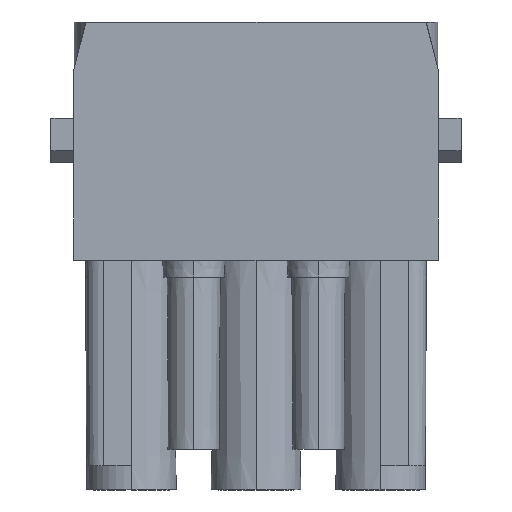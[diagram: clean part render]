
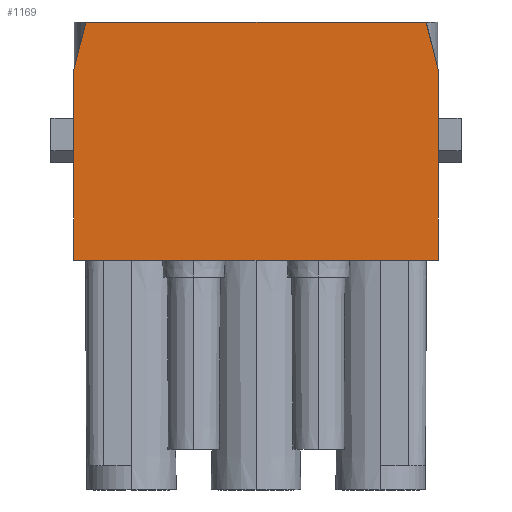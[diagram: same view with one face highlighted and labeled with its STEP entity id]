
A CAD part, left-side view. The second image highlights one B-rep face of the part: STEP entity #1169.
In plain terms, the highlighted planar face has unit normal (-1, 0, 0).
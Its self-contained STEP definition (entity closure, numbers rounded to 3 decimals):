
#1149=AXIS2_PLACEMENT_3D('Plane Axis2P3D',#1146,#1147,#1148) ;
#627=CARTESIAN_POINT('Vertex',(0.,31.2,38.9)) ;
#630=CARTESIAN_POINT('Line Origine',(0.,17.05,38.9)) ;
#634=CARTESIAN_POINT('Vertex',(0.,2.9,38.9)) ;
#801=CARTESIAN_POINT('Line Origine',(0.,17.05,19.1)) ;
#805=CARTESIAN_POINT('Vertex',(0.,1.9,19.1)) ;
#807=CARTESIAN_POINT('Vertex',(0.,32.2,19.1)) ;
#1017=CARTESIAN_POINT('Line Origine',(0.,2.4,36.895)) ;
#1021=CARTESIAN_POINT('Vertex',(0.,1.9,34.889)) ;
#1102=CARTESIAN_POINT('Vertex',(0.,32.2,34.889)) ;
#1105=CARTESIAN_POINT('Line Origine',(0.,31.7,36.895)) ;
#1146=CARTESIAN_POINT('Axis2P3D Location',(0.,31.3,35.9)) ;
#1151=CARTESIAN_POINT('Line Origine',(0.,32.2,26.995)) ;
#1156=CARTESIAN_POINT('Line Origine',(0.,1.9,26.995)) ;
#631=DIRECTION('Vector Direction',(0.,1.,0.)) ;
#802=DIRECTION('Vector Direction',(0.,1.,0.)) ;
#1018=DIRECTION('Vector Direction',(0.,0.242,0.97)) ;
#1106=DIRECTION('Vector Direction',(0.,-0.242,0.97)) ;
#1147=DIRECTION('Axis2P3D Direction',(1.,0.,0.)) ;
#1148=DIRECTION('Axis2P3D XDirection',(0.,1.,0.)) ;
#1152=DIRECTION('Vector Direction',(0.,0.,1.)) ;
#1157=DIRECTION('Vector Direction',(0.,0.,-1.)) ;
#632=VECTOR('Line Direction',#631,1.) ;
#803=VECTOR('Line Direction',#802,1.) ;
#1019=VECTOR('Line Direction',#1018,1.) ;
#1107=VECTOR('Line Direction',#1106,1.) ;
#1153=VECTOR('Line Direction',#1152,1.) ;
#1158=VECTOR('Line Direction',#1157,1.) ;
#1162=ORIENTED_EDGE('',*,*,#1109,.F.) ;
#1163=ORIENTED_EDGE('',*,*,#1155,.F.) ;
#1164=ORIENTED_EDGE('',*,*,#809,.F.) ;
#1165=ORIENTED_EDGE('',*,*,#1160,.F.) ;
#1166=ORIENTED_EDGE('',*,*,#1023,.T.) ;
#1167=ORIENTED_EDGE('',*,*,#636,.T.) ;
#1169=ADVANCED_FACE('Hauptkoerper',(#1168),#1150,.F.) ;
#636=EDGE_CURVE('',#635,#628,#633,.T.) ;
#809=EDGE_CURVE('',#806,#808,#804,.T.) ;
#1023=EDGE_CURVE('',#1022,#635,#1020,.T.) ;
#1109=EDGE_CURVE('',#1103,#628,#1108,.T.) ;
#1155=EDGE_CURVE('',#808,#1103,#1154,.T.) ;
#1160=EDGE_CURVE('',#1022,#806,#1159,.T.) ;
#1161=EDGE_LOOP('',(#1162,#1163,#1164,#1165,#1166,#1167)) ;
#1168=FACE_OUTER_BOUND('',#1161,.T.) ;
#633=LINE('Line',#630,#632) ;
#804=LINE('Line',#801,#803) ;
#1020=LINE('Line',#1017,#1019) ;
#1108=LINE('Line',#1105,#1107) ;
#1154=LINE('Line',#1151,#1153) ;
#1159=LINE('Line',#1156,#1158) ;
#1150=PLANE('',#1149) ;
#628=VERTEX_POINT('',#627) ;
#635=VERTEX_POINT('',#634) ;
#806=VERTEX_POINT('',#805) ;
#808=VERTEX_POINT('',#807) ;
#1022=VERTEX_POINT('',#1021) ;
#1103=VERTEX_POINT('',#1102) ;
